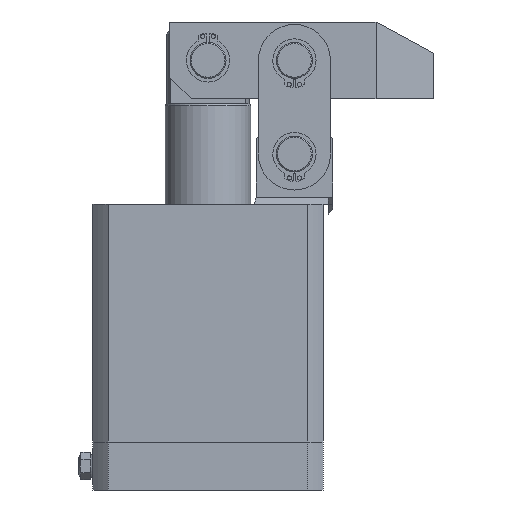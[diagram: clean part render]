
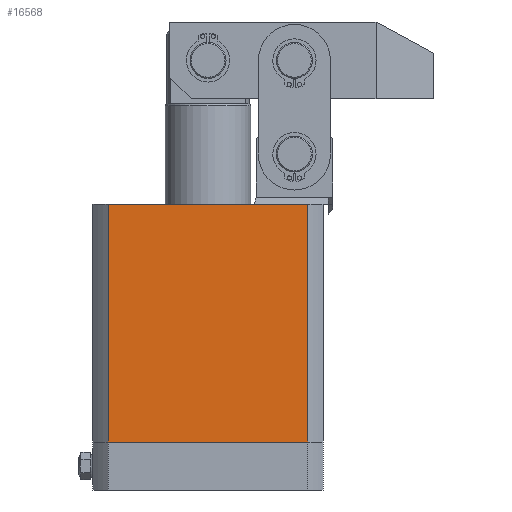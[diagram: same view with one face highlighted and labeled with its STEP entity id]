
A CAD part, front view. The second image highlights one B-rep face of the part: STEP entity #16568.
In plain terms, the highlighted planar face has unit normal (0, -1, 0).
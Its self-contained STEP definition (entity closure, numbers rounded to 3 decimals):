
#1755 = CARTESIAN_POINT ( 'NONE',  ( 6.428, 0., 99. ) ) ;
#1852 = DIRECTION ( 'NONE',  ( 0., 0., 1. ) ) ;
#2879 = EDGE_CURVE ( 'NONE', #19778, #18139, #3944, .T. ) ;
#3242 = CARTESIAN_POINT ( 'NONE',  ( 48., 0., 0. ) ) ;
#3944 = LINE ( 'NONE', #13699, #3971 ) ;
#3971 = VECTOR ( 'NONE', #15591, 1000. ) ;
#4345 = EDGE_CURVE ( 'NONE', #6676, #7834, #15193, .T. ) ;
#5213 = DIRECTION ( 'NONE',  ( 1., 0., 0. ) ) ;
#6197 = ORIENTED_EDGE ( 'NONE', *, *, #19254, .T. ) ;
#6676 = VERTEX_POINT ( 'NONE', #14682 ) ;
#7382 = PLANE ( 'NONE',  #19055 ) ;
#7480 = DIRECTION ( 'NONE',  ( 0., 1., 0. ) ) ;
#7491 = EDGE_LOOP ( 'NONE', ( #14782, #17850, #13202, #6197 ) ) ;
#7834 = VERTEX_POINT ( 'NONE', #13678 ) ;
#8845 = LINE ( 'NONE', #3242, #15114 ) ;
#9059 = FACE_OUTER_BOUND ( 'NONE', #7491, .T. ) ;
#12408 = LINE ( 'NONE', #21623, #22195 ) ;
#13202 = ORIENTED_EDGE ( 'NONE', *, *, #4345, .F. ) ;
#13678 = CARTESIAN_POINT ( 'NONE',  ( 6.428, 0., 99. ) ) ;
#13699 = CARTESIAN_POINT ( 'NONE',  ( 89.572, 0., 99. ) ) ;
#14682 = CARTESIAN_POINT ( 'NONE',  ( 6.428, 0., 0. ) ) ;
#14782 = ORIENTED_EDGE ( 'NONE', *, *, #2879, .F. ) ;
#15114 = VECTOR ( 'NONE', #5213, 1000. ) ;
#15193 = LINE ( 'NONE', #1755, #15286 ) ;
#15286 = VECTOR ( 'NONE', #1852, 1000. ) ;
#15591 = DIRECTION ( 'NONE',  ( 0., 0., -1. ) ) ;
#15943 = DIRECTION ( 'NONE',  ( 1., 0., 0. ) ) ;
#16568 = ADVANCED_FACE ( 'NONE', ( #9059 ), #7382, .F. ) ;
#16994 = CARTESIAN_POINT ( 'NONE',  ( 89.572, 0., 99. ) ) ;
#17850 = ORIENTED_EDGE ( 'NONE', *, *, #24635, .F. ) ;
#18139 = VERTEX_POINT ( 'NONE', #20909 ) ;
#19055 = AXIS2_PLACEMENT_3D ( 'NONE', #19251, #7480, #21186 ) ;
#19251 = CARTESIAN_POINT ( 'NONE',  ( 6.428, 0., 99. ) ) ;
#19254 = EDGE_CURVE ( 'NONE', #6676, #18139, #8845, .T. ) ;
#19778 = VERTEX_POINT ( 'NONE', #16994 ) ;
#20909 = CARTESIAN_POINT ( 'NONE',  ( 89.572, 0., 0. ) ) ;
#21186 = DIRECTION ( 'NONE',  ( 0., 0., 1. ) ) ;
#21623 = CARTESIAN_POINT ( 'NONE',  ( 48., 0., 99. ) ) ;
#22195 = VECTOR ( 'NONE', #15943, 1000. ) ;
#24635 = EDGE_CURVE ( 'NONE', #7834, #19778, #12408, .T. ) ;
